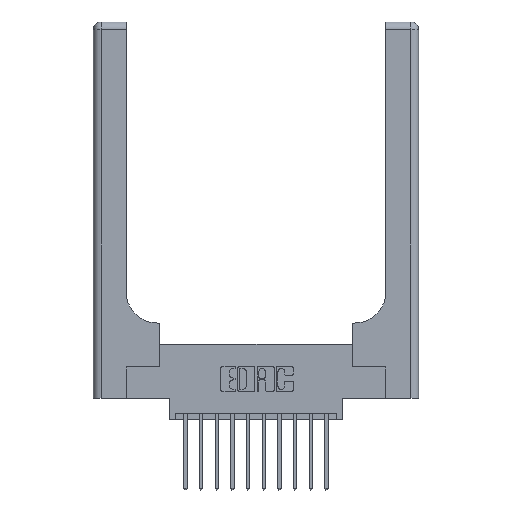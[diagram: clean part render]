
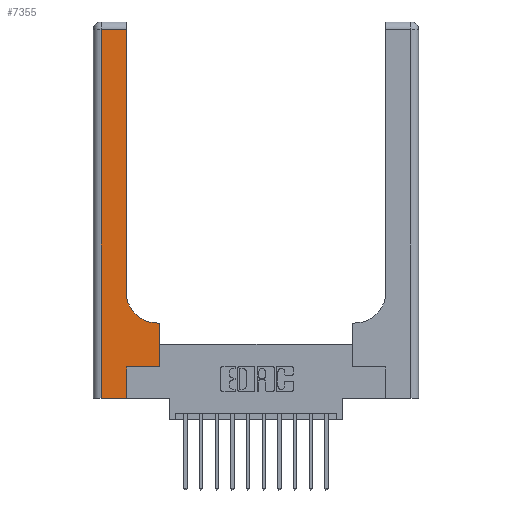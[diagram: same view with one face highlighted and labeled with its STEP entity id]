
A CAD part, top view. The second image highlights one B-rep face of the part: STEP entity #7355.
In plain terms, the highlighted planar face has unit normal (0, 0, 1).
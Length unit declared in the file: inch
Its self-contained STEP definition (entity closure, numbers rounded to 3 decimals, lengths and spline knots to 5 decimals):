
#335 = CARTESIAN_POINT ( 'NONE',  ( 0.265, 0., 0.37 ) ) ;
#558 = CARTESIAN_POINT ( 'NONE',  ( 0.528, 0.6, 0.37 ) ) ;
#617 = CARTESIAN_POINT ( 'NONE',  ( 0.26, 2.94, 0.37 ) ) ;
#1114 = EDGE_CURVE ( 'NONE', #5096, #10920, #9323, .T. ) ;
#1165 = VECTOR ( 'NONE', #10166, 39.37008 ) ;
#1880 = VERTEX_POINT ( 'NONE', #6524 ) ;
#2235 = ORIENTED_EDGE ( 'NONE', *, *, #11194, .T. ) ;
#2340 = ORIENTED_EDGE ( 'NONE', *, *, #12368, .T. ) ;
#2356 = LINE ( 'NONE', #8595, #1165 ) ;
#2663 = EDGE_CURVE ( 'NONE', #10920, #10640, #14963, .T. ) ;
#2669 = CARTESIAN_POINT ( 'NONE',  ( 0.51, 0.6, 0.37 ) ) ;
#2741 = VECTOR ( 'NONE', #3930, 39.37008 ) ;
#2768 = DIRECTION ( 'NONE',  ( -1., 0., 0. ) ) ;
#2916 = CARTESIAN_POINT ( 'NONE',  ( 0.265, 0.25, 0.37 ) ) ;
#3024 = ORIENTED_EDGE ( 'NONE', *, *, #8372, .T. ) ;
#3191 = CARTESIAN_POINT ( 'NONE',  ( 0.06, 2.94, 0.37 ) ) ;
#3593 = ORIENTED_EDGE ( 'NONE', *, *, #2663, .T. ) ;
#3620 = VECTOR ( 'NONE', #6642, 39.37008 ) ;
#3930 = DIRECTION ( 'NONE',  ( 0., -1., 0. ) ) ;
#3993 = EDGE_CURVE ( 'NONE', #12883, #8765, #2356, .T. ) ;
#4026 = CARTESIAN_POINT ( 'NONE',  ( 0.528, 0.25, 0.37 ) ) ;
#4694 = AXIS2_PLACEMENT_3D ( 'NONE', #8822, #12607, #16545 ) ;
#4737 = LINE ( 'NONE', #9863, #6169 ) ;
#5096 = VERTEX_POINT ( 'NONE', #617 ) ;
#5942 = CARTESIAN_POINT ( 'NONE',  ( 0.26, 0.85, 0.37 ) ) ;
#5999 = VECTOR ( 'NONE', #9166, 39.37008 ) ;
#6107 = EDGE_CURVE ( 'NONE', #10640, #8521, #7302, .T. ) ;
#6169 = VECTOR ( 'NONE', #8704, 39.37008 ) ;
#6228 = AXIS2_PLACEMENT_3D ( 'NONE', #7038, #9813, #13662 ) ;
#6524 = CARTESIAN_POINT ( 'NONE',  ( 0.528, 0.25, 0.37 ) ) ;
#6642 = DIRECTION ( 'NONE',  ( 1., 0., 0. ) ) ;
#7038 = CARTESIAN_POINT ( 'NONE',  ( 0., 3., 0.37 ) ) ;
#7196 = CARTESIAN_POINT ( 'NONE',  ( 0.06, 0., 0.37 ) ) ;
#7302 = LINE ( 'NONE', #13672, #12399 ) ;
#7355 = ADVANCED_FACE ( 'NONE', ( #9557 ), #14680, .F. ) ;
#8346 = CARTESIAN_POINT ( 'NONE',  ( 0.265, 0.25, 0.37 ) ) ;
#8372 = EDGE_CURVE ( 'NONE', #1880, #12883, #10412, .T. ) ;
#8521 = VERTEX_POINT ( 'NONE', #335 ) ;
#8523 = EDGE_LOOP ( 'NONE', ( #2340, #12924, #3593, #16066, #8773, #2235, #3024, #14990, #12783 ) ) ;
#8595 = CARTESIAN_POINT ( 'NONE',  ( 0.26, 0.6, 0.37 ) ) ;
#8704 = DIRECTION ( 'NONE',  ( 0., 1., 0. ) ) ;
#8721 = LINE ( 'NONE', #12492, #9633 ) ;
#8723 = CIRCLE ( 'NONE', #4694, 0.25 ) ;
#8728 = DIRECTION ( 'NONE',  ( 1., 0., 0. ) ) ;
#8765 = VERTEX_POINT ( 'NONE', #2669 ) ;
#8773 = ORIENTED_EDGE ( 'NONE', *, *, #11767, .T. ) ;
#8792 = DIRECTION ( 'NONE',  ( 0., 1., 0. ) ) ;
#8822 = CARTESIAN_POINT ( 'NONE',  ( 0.51, 0.85, 0.37 ) ) ;
#9166 = DIRECTION ( 'NONE',  ( 0., 1., 0. ) ) ;
#9172 = VERTEX_POINT ( 'NONE', #8346 ) ;
#9250 = CARTESIAN_POINT ( 'NONE',  ( 0., 2.94, 0.37 ) ) ;
#9323 = LINE ( 'NONE', #9250, #15852 ) ;
#9557 = FACE_OUTER_BOUND ( 'NONE', #8523, .T. ) ;
#9633 = VECTOR ( 'NONE', #8792, 39.37008 ) ;
#9813 = DIRECTION ( 'NONE',  ( 0., 0., -1. ) ) ;
#9863 = CARTESIAN_POINT ( 'NONE',  ( 0.26, 3., 0.37 ) ) ;
#10166 = DIRECTION ( 'NONE',  ( -1., 0., 0. ) ) ;
#10412 = LINE ( 'NONE', #4026, #5999 ) ;
#10579 = LINE ( 'NONE', #2916, #3620 ) ;
#10640 = VERTEX_POINT ( 'NONE', #7196 ) ;
#10920 = VERTEX_POINT ( 'NONE', #3191 ) ;
#11053 = EDGE_CURVE ( 'NONE', #8765, #14725, #8723, .T. ) ;
#11194 = EDGE_CURVE ( 'NONE', #9172, #1880, #10579, .T. ) ;
#11767 = EDGE_CURVE ( 'NONE', #8521, #9172, #8721, .T. ) ;
#12368 = EDGE_CURVE ( 'NONE', #14725, #5096, #4737, .T. ) ;
#12399 = VECTOR ( 'NONE', #8728, 39.37008 ) ;
#12492 = CARTESIAN_POINT ( 'NONE',  ( 0.265, 0., 0.37 ) ) ;
#12607 = DIRECTION ( 'NONE',  ( 0., 0., -1. ) ) ;
#12783 = ORIENTED_EDGE ( 'NONE', *, *, #11053, .T. ) ;
#12883 = VERTEX_POINT ( 'NONE', #558 ) ;
#12924 = ORIENTED_EDGE ( 'NONE', *, *, #1114, .T. ) ;
#13662 = DIRECTION ( 'NONE',  ( -1., 0., 0. ) ) ;
#13672 = CARTESIAN_POINT ( 'NONE',  ( 0., 0., 0.37 ) ) ;
#14183 = CARTESIAN_POINT ( 'NONE',  ( 0.06, 3., 0.37 ) ) ;
#14680 = PLANE ( 'NONE',  #6228 ) ;
#14725 = VERTEX_POINT ( 'NONE', #5942 ) ;
#14963 = LINE ( 'NONE', #14183, #2741 ) ;
#14990 = ORIENTED_EDGE ( 'NONE', *, *, #3993, .T. ) ;
#15852 = VECTOR ( 'NONE', #2768, 39.37008 ) ;
#16066 = ORIENTED_EDGE ( 'NONE', *, *, #6107, .T. ) ;
#16545 = DIRECTION ( 'NONE',  ( 1., 0., 0. ) ) ;
